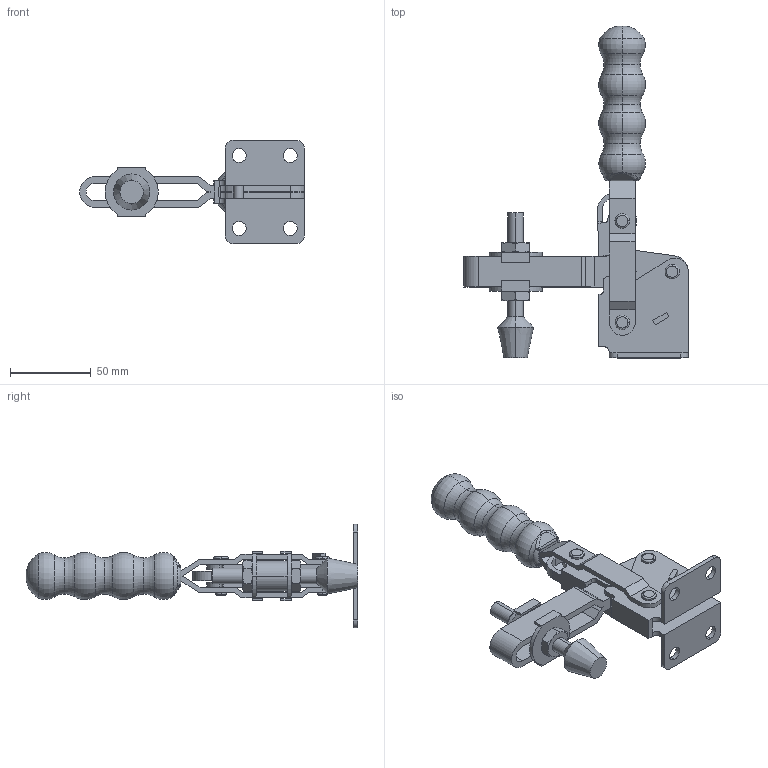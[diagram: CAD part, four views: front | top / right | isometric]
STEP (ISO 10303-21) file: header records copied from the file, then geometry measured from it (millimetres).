
FILE_DESCRIPTION (( 'STEP AP214' ), '1' );
FILE_NAME ('EMC12265.STEP', '2019-01-09T01:24:28', ( 'LinWei' ), ( '' ), 'SwSTEP 2.0', 'SolidWorks 2016', '' );
FILE_SCHEMA (( 'AUTOMOTIVE_DESIGN' ));
Length unit declared in the file: millimetre
Products named in the file (6): 11226508-1-1^EMC12265; Group5^EMC12265; Group4^EMC12265; Group2^EMC12265; Group1^EMC12265; EMC12265
Assembly tree (5 placements, depth 2):
  EMC12265
    Group1^EMC12265
    Group2^EMC12265
    Group4^EMC12265
    Group5^EMC12265
    11226508-1-1^EMC12265
Bounding box: 139.5 x 206 x 64.3 mm (x, y, z)
Volume: 132256.7 mm3; surface area: 62591.4 mm2
Topology: 5 solids, 5 shells, 341 faces, 864 edges, 543 vertices
Faces by surface type: plane 140, cylinder 117, cone 36, torus 34, bspline 14
Entity records: 12398 total; most frequent: CARTESIAN_POINT 2596, DIRECTION 1784, ORIENTED_EDGE 1716, EDGE_CURVE 858, AXIS2_PLACEMENT_3D 675, VERTEX_POINT 543, VECTOR 434, LINE 434
